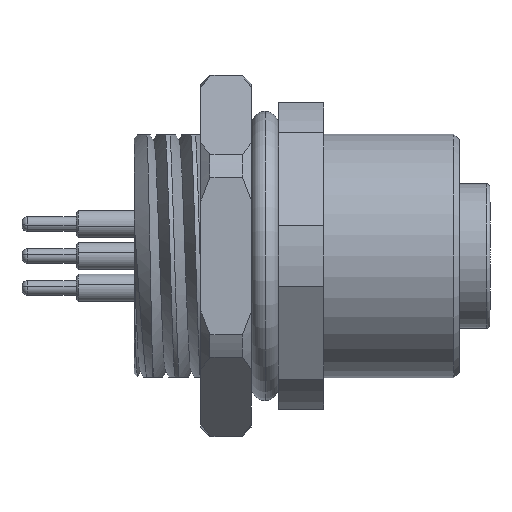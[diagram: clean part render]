
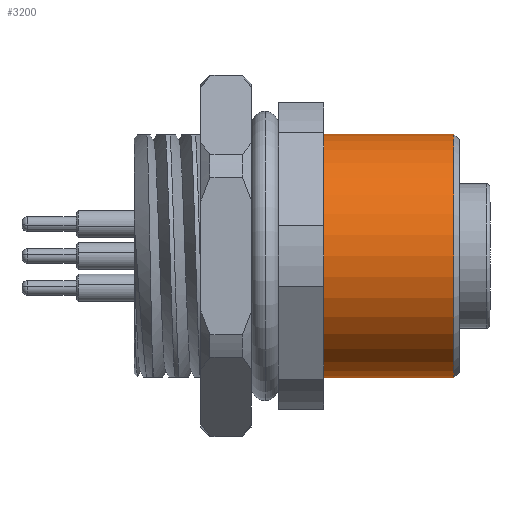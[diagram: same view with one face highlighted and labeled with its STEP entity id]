
A CAD part, front view. The second image highlights one B-rep face of the part: STEP entity #3200.
In plain terms, the highlighted cylindrical face has radius 6.75 mm (diameter 13.5 mm), a partial arc.
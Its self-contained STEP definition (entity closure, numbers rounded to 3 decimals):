
#86 = EDGE_CURVE ( 'NONE', #8391, #2227, #1690, .T. ) ;
#102 = DIRECTION ( 'NONE',  ( -1., 0., 0. ) ) ;
#227 = EDGE_CURVE ( 'NONE', #2227, #1067, #7080, .T. ) ;
#331 = ORIENTED_EDGE ( 'NONE', *, *, #227, .F. ) ;
#509 = CARTESIAN_POINT ( 'NONE',  ( 4.2, 0., -6.75 ) ) ;
#976 = CARTESIAN_POINT ( 'NONE',  ( -40.569, 0., 6.75 ) ) ;
#1067 = VERTEX_POINT ( 'NONE', #9878 ) ;
#1614 = ORIENTED_EDGE ( 'NONE', *, *, #9361, .T. ) ;
#1658 = DIRECTION ( 'NONE',  ( -1., 0., 0. ) ) ;
#1690 = LINE ( 'NONE', #1750, #2051 ) ;
#1750 = CARTESIAN_POINT ( 'NONE',  ( -40.569, 0., -6.75 ) ) ;
#1821 = LINE ( 'NONE', #976, #9249 ) ;
#1841 = CARTESIAN_POINT ( 'NONE',  ( 4.2, 0., 0. ) ) ;
#2051 = VECTOR ( 'NONE', #4159, 1000. ) ;
#2227 = VERTEX_POINT ( 'NONE', #9565 ) ;
#2387 = FACE_OUTER_BOUND ( 'NONE', #10019, .T. ) ;
#2467 = AXIS2_PLACEMENT_3D ( 'NONE', #1841, #102, #6163 ) ;
#2537 = ORIENTED_EDGE ( 'NONE', *, *, #86, .F. ) ;
#3063 = AXIS2_PLACEMENT_3D ( 'NONE', #9462, #1658, #5035 ) ;
#3200 = ADVANCED_FACE ( 'NONE', ( #2387 ), #6773, .T. ) ;
#3360 = CIRCLE ( 'NONE', #2467, 6.75 ) ;
#4159 = DIRECTION ( 'NONE',  ( -1., 0., 0. ) ) ;
#5035 = DIRECTION ( 'NONE',  ( 0., 0., 1. ) ) ;
#5444 = DIRECTION ( 'NONE',  ( -1., 0., 0. ) ) ;
#5619 = CARTESIAN_POINT ( 'NONE',  ( 4.2, 0., 6.75 ) ) ;
#6163 = DIRECTION ( 'NONE',  ( 0., 0., 1. ) ) ;
#6773 = CYLINDRICAL_SURFACE ( 'NONE', #3063, 6.75 ) ;
#7080 = CIRCLE ( 'NONE', #8512, 6.75 ) ;
#7631 = ORIENTED_EDGE ( 'NONE', *, *, #10594, .T. ) ;
#7871 = DIRECTION ( 'NONE',  ( 0., 0., 1. ) ) ;
#8391 = VERTEX_POINT ( 'NONE', #509 ) ;
#8512 = AXIS2_PLACEMENT_3D ( 'NONE', #9649, #5444, #7871 ) ;
#8725 = DIRECTION ( 'NONE',  ( -1., 0., 0. ) ) ;
#9249 = VECTOR ( 'NONE', #8725, 1000. ) ;
#9361 = EDGE_CURVE ( 'NONE', #9509, #1067, #1821, .T. ) ;
#9462 = CARTESIAN_POINT ( 'NONE',  ( -40.569, 0., 0. ) ) ;
#9509 = VERTEX_POINT ( 'NONE', #5619 ) ;
#9565 = CARTESIAN_POINT ( 'NONE',  ( -3., 0., -6.75 ) ) ;
#9649 = CARTESIAN_POINT ( 'NONE',  ( -3., 0., 0. ) ) ;
#9878 = CARTESIAN_POINT ( 'NONE',  ( -3., 0., 6.75 ) ) ;
#10019 = EDGE_LOOP ( 'NONE', ( #2537, #7631, #1614, #331 ) ) ;
#10594 = EDGE_CURVE ( 'NONE', #8391, #9509, #3360, .T. ) ;
